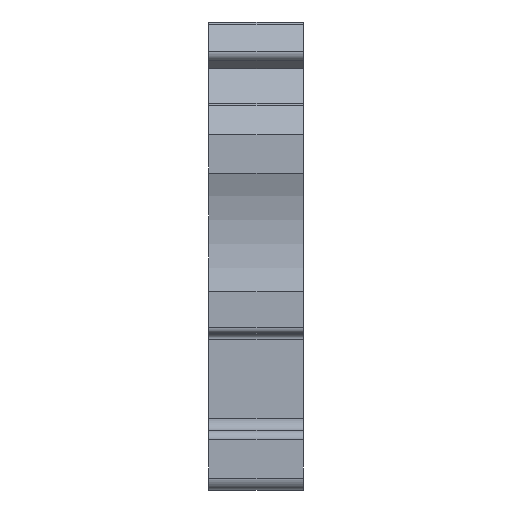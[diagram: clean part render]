
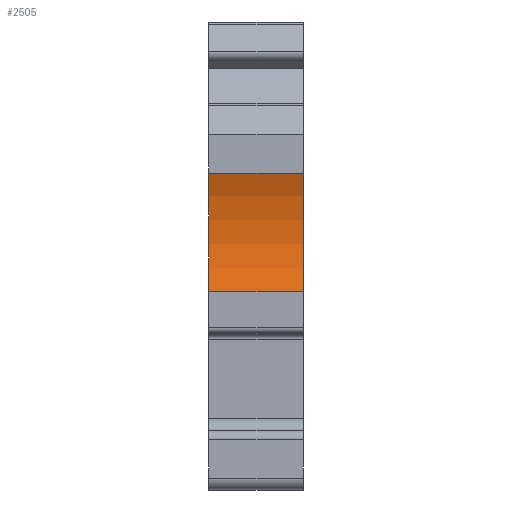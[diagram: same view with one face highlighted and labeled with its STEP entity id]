
A CAD part, left-side view. The second image highlights one B-rep face of the part: STEP entity #2505.
In plain terms, the highlighted cylindrical face has radius 13 mm (diameter 26 mm), a partial arc.
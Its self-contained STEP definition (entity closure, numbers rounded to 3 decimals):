
#28=CYLINDRICAL_SURFACE('',#2671,13.);
#128=LINE('',#3754,#420);
#129=LINE('',#3758,#421);
#420=VECTOR('',#3001,1000.);
#421=VECTOR('',#3006,1000.);
#753=ORIENTED_EDGE('',*,*,#1485,.F.);
#754=ORIENTED_EDGE('',*,*,#1486,.F.);
#755=ORIENTED_EDGE('',*,*,#1487,.T.);
#756=ORIENTED_EDGE('',*,*,#1484,.T.);
#1484=EDGE_CURVE('',#1841,#1842,#128,.T.);
#1485=EDGE_CURVE('',#1843,#1842,#2045,.T.);
#1486=EDGE_CURVE('',#1844,#1843,#129,.T.);
#1487=EDGE_CURVE('',#1844,#1841,#2046,.T.);
#1841=VERTEX_POINT('',#3751);
#1842=VERTEX_POINT('',#3753);
#1843=VERTEX_POINT('',#3757);
#1844=VERTEX_POINT('',#3759);
#2045=CIRCLE('',#2672,13.);
#2046=CIRCLE('',#2673,13.);
#2137=EDGE_LOOP('',(#753,#754,#755,#756));
#2277=FACE_BOUND('',#2137,.T.);
#2505=ADVANCED_FACE('',(#2277),#28,.F.);
#2671=AXIS2_PLACEMENT_3D('',#3755,#3002,#3003);
#2672=AXIS2_PLACEMENT_3D('',#3756,#3004,#3005);
#2673=AXIS2_PLACEMENT_3D('',#3760,#3007,#3008);
#3001=DIRECTION('',(0.,-1.,0.));
#3002=DIRECTION('',(0.,-1.,0.));
#3003=DIRECTION('',(0.,0.,-1.));
#3004=DIRECTION('',(0.,1.,0.));
#3005=DIRECTION('',(-1.,0.,0.));
#3006=DIRECTION('',(0.,-1.,0.));
#3007=DIRECTION('',(0.,1.,0.));
#3008=DIRECTION('',(-1.,0.,0.));
#3751=CARTESIAN_POINT('',(-36.5,0.,-3.002));
#3753=CARTESIAN_POINT('',(-36.5,-8.,-3.002));
#3754=CARTESIAN_POINT('',(-36.5,0.,-3.002));
#3755=CARTESIAN_POINT('',(-48.5,0.,1.998));
#3756=CARTESIAN_POINT('',(-48.5,-8.,1.998));
#3757=CARTESIAN_POINT('',(-36.5,-8.,6.998));
#3758=CARTESIAN_POINT('',(-36.5,0.,6.998));
#3759=CARTESIAN_POINT('',(-36.5,0.,6.998));
#3760=CARTESIAN_POINT('',(-48.5,0.,1.998));
